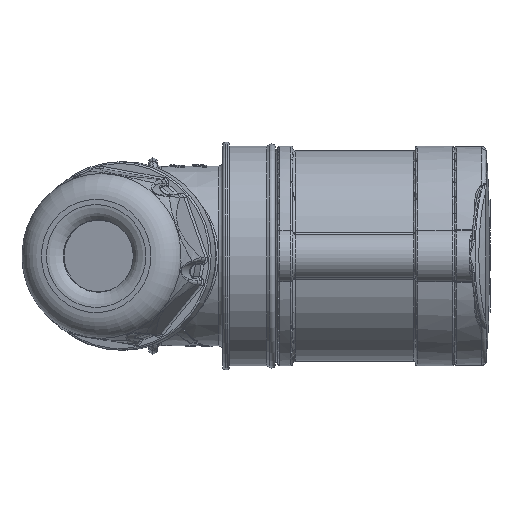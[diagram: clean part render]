
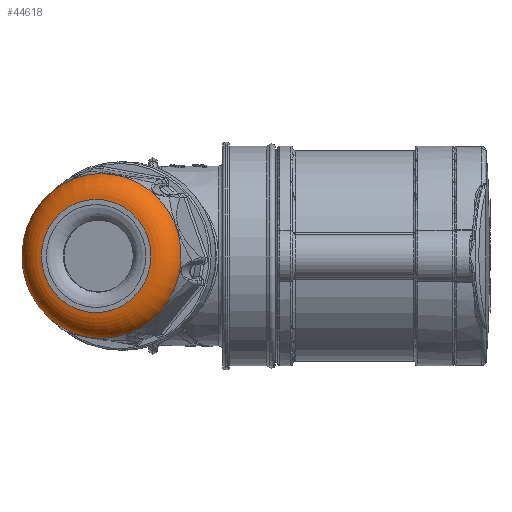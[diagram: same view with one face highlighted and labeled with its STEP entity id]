
A CAD part, front view. The second image highlights one B-rep face of the part: STEP entity #44618.
In plain terms, the highlighted toroidal (fillet/blend) face has major radius 12.959 mm and minor radius 6 mm.
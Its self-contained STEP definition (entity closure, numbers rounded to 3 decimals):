
#8772 = DIRECTION ( 'NONE',  ( -0.74, 0.198, 0.642 ) ) ;
#10389 = CIRCLE ( 'NONE', #39361, 18.848 ) ;
#10535 = DIRECTION ( 'NONE',  ( -0.74, 0.198, 0.642 ) ) ;
#16525 = EDGE_CURVE ( 'NONE', #26477, #26477, #23002, .T. ) ;
#16982 = VERTEX_POINT ( 'NONE', #51684 ) ;
#23002 = CIRCLE ( 'NONE', #43169, 12.959 ) ;
#23378 = ORIENTED_EDGE ( 'NONE', *, *, #66045, .T. ) ;
#25387 = DIRECTION ( 'NONE',  ( -0.259, -0.966, 0. ) ) ;
#26074 = AXIS2_PLACEMENT_3D ( 'NONE', #65350, #46423, #10535 ) ;
#26477 = VERTEX_POINT ( 'NONE', #50530 ) ;
#30940 = EDGE_LOOP ( 'NONE', ( #23378 ) ) ;
#33816 = FACE_OUTER_BOUND ( 'NONE', #30940, .T. ) ;
#34569 = DIRECTION ( 'NONE',  ( -0.259, -0.966, 0. ) ) ;
#39361 = AXIS2_PLACEMENT_3D ( 'NONE', #64542, #34569, #46768 ) ;
#43169 = AXIS2_PLACEMENT_3D ( 'NONE', #62817, #25387, #8772 ) ;
#44618 = ADVANCED_FACE ( 'NONE', ( #46048, #33816 ), #60058, .T. ) ;
#46048 = FACE_OUTER_BOUND ( 'NONE', #63040, .T. ) ;
#46423 = DIRECTION ( 'NONE',  ( -0.259, -0.966, 0. ) ) ;
#46768 = DIRECTION ( 'NONE',  ( -0.74, 0.198, 0.642 ) ) ;
#50530 = CARTESIAN_POINT ( 'NONE',  ( -50.586, -55.256, 8.326 ) ) ;
#51684 = CARTESIAN_POINT ( 'NONE',  ( -53.689, -49.399, 12.11 ) ) ;
#60058 = TOROIDAL_SURFACE ( 'NONE', #26074, 12.959, 6. ) ;
#62817 = CARTESIAN_POINT ( 'NONE',  ( -40.995, -57.827, 0. ) ) ;
#63040 = EDGE_LOOP ( 'NONE', ( #67202 ) ) ;
#64542 = CARTESIAN_POINT ( 'NONE',  ( -39.738, -53.137, 0. ) ) ;
#65350 = CARTESIAN_POINT ( 'NONE',  ( -39.442, -52.031, 0. ) ) ;
#66045 = EDGE_CURVE ( 'NONE', #16982, #16982, #10389, .T. ) ;
#67202 = ORIENTED_EDGE ( 'NONE', *, *, #16525, .F. ) ;
